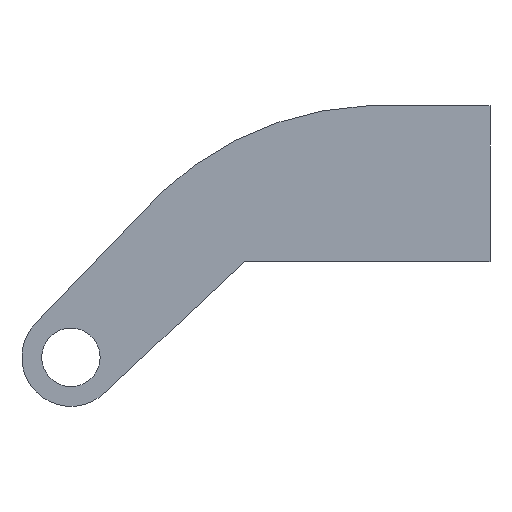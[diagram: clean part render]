
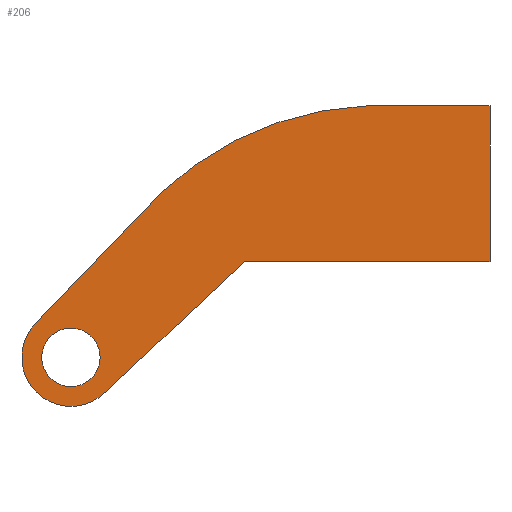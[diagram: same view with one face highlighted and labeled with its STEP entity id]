
A CAD part, front view. The second image highlights one B-rep face of the part: STEP entity #206.
In plain terms, the highlighted planar face has unit normal (0, -1, 0).
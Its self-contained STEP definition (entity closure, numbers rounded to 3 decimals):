
#18=FACE_BOUND('',#54,.T.);
#26=PLANE('',#228);
#38=FACE_OUTER_BOUND('',#53,.T.);
#53=EDGE_LOOP('',(#176,#177,#178,#179,#180,#181,#182));
#54=EDGE_LOOP('',(#183));
#59=LINE('',#301,#76);
#64=LINE('',#310,#81);
#66=LINE('',#327,#83);
#69=LINE('',#336,#86);
#72=LINE('',#341,#89);
#76=VECTOR('',#242,10.);
#81=VECTOR('',#249,14.52);
#83=VECTOR('',#269,15.518);
#86=VECTOR('',#278,20.);
#89=VECTOR('',#283,12.7);
#92=CIRCLE('',#212,26.104);
#95=CIRCLE('',#219,2.381);
#96=CIRCLE('',#221,4.);
#101=VERTEX_POINT('',#294);
#102=VERTEX_POINT('',#296);
#103=VERTEX_POINT('',#300);
#106=VERTEX_POINT('',#308);
#109=VERTEX_POINT('',#317);
#110=VERTEX_POINT('',#320);
#112=VERTEX_POINT('',#326);
#115=VERTEX_POINT('',#335);
#119=EDGE_CURVE('',#102,#101,#92,.T.);
#121=EDGE_CURVE('',#103,#102,#59,.T.);
#126=EDGE_CURVE('',#101,#106,#64,.T.);
#129=EDGE_CURVE('',#109,#109,#95,.T.);
#130=EDGE_CURVE('',#106,#110,#96,.T.);
#133=EDGE_CURVE('',#110,#112,#66,.T.);
#137=EDGE_CURVE('',#112,#115,#69,.T.);
#140=EDGE_CURVE('',#115,#103,#72,.T.);
#176=ORIENTED_EDGE('',*,*,#119,.T.);
#177=ORIENTED_EDGE('',*,*,#126,.T.);
#178=ORIENTED_EDGE('',*,*,#130,.T.);
#179=ORIENTED_EDGE('',*,*,#133,.T.);
#180=ORIENTED_EDGE('',*,*,#137,.T.);
#181=ORIENTED_EDGE('',*,*,#140,.T.);
#182=ORIENTED_EDGE('',*,*,#121,.T.);
#183=ORIENTED_EDGE('',*,*,#129,.T.);
#206=ADVANCED_FACE('',(#38,#18),#26,.F.);
#212=AXIS2_PLACEMENT_3D('',#297,#237,#238);
#219=AXIS2_PLACEMENT_3D('',#318,#258,#259);
#221=AXIS2_PLACEMENT_3D('',#321,#262,#263);
#228=AXIS2_PLACEMENT_3D('',#343,#285,#286);
#237=DIRECTION('center_axis',(0.,-1.,0.));
#238=DIRECTION('ref_axis',(0.751,0.,-0.661));
#242=DIRECTION('',(-1.,0.,0.));
#249=DIRECTION('',(-0.693,0.,-0.721));
#258=DIRECTION('center_axis',(0.,1.,0.));
#259=DIRECTION('ref_axis',(-1.,0.,0.));
#262=DIRECTION('center_axis',(0.,-1.,0.));
#263=DIRECTION('ref_axis',(-0.707,0.,0.707));
#269=DIRECTION('',(0.729,0.,0.684));
#278=DIRECTION('',(1.,0.,0.));
#283=DIRECTION('',(0.,0.,1.));
#285=DIRECTION('center_axis',(0.,1.,0.));
#286=DIRECTION('ref_axis',(0.,0.,1.));
#294=CARTESIAN_POINT('',(-26.911,0.,-7.193));
#296=CARTESIAN_POINT('',(-10.,0.,0.));
#297=CARTESIAN_POINT('Origin',(-8.892,0.,-26.081));
#300=CARTESIAN_POINT('',(0.,0.,0.));
#301=CARTESIAN_POINT('',(0.,0.,0.));
#308=CARTESIAN_POINT('',(-36.971,0.,-17.664));
#310=CARTESIAN_POINT('',(-20.,0.,0.));
#317=CARTESIAN_POINT('',(-31.761,0.,-20.492));
#318=CARTESIAN_POINT('Origin',(-34.142,0.,-20.492));
#320=CARTESIAN_POINT('',(-31.314,0.,-23.321));
#321=CARTESIAN_POINT('Origin',(-34.142,0.,-20.492));
#326=CARTESIAN_POINT('',(-20.,0.,-12.7));
#327=CARTESIAN_POINT('',(-31.314,0.,-23.321));
#335=CARTESIAN_POINT('',(0.,0.,-12.7));
#336=CARTESIAN_POINT('',(-20.,0.,-12.7));
#341=CARTESIAN_POINT('',(0.,0.,-12.7));
#343=CARTESIAN_POINT('Origin',(-10.,0.,-6.35));
